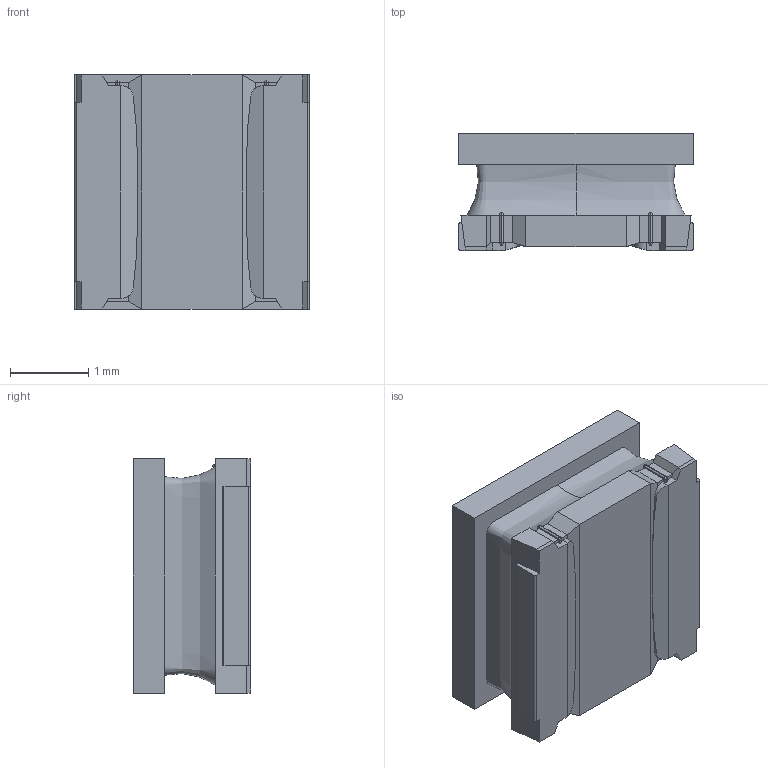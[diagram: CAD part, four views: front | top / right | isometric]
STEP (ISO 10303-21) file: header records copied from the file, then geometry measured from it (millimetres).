
FILE_DESCRIPTION (( 'STEP AP214' ), '1' );
FILE_NAME ('LQH3NPH100MME.STEP', '2020-07-22T03:59:08', ( '' ), ( '' ), 'SwSTEP 2.0', 'SolidWorks 2017', '' );
FILE_SCHEMA (( 'AUTOMOTIVE_DESIGN' ));
Length unit declared in the file: millimetre
Products named in the file (1): LQH3NPH100MME
Bounding box: 3 x 1.5 x 3 mm (x, y, z)
Volume: 11.6 mm3; surface area: 78.2 mm2
Topology: 7 solids, 7 shells, 122 faces, 312 edges, 204 vertices
Faces by surface type: plane 86, cylinder 26, torus 8, bspline 2
Entity records: 4615 total; most frequent: CARTESIAN_POINT 1601, ORIENTED_EDGE 624, DIRECTION 577, EDGE_CURVE 312, VECTOR 225, LINE 225, VERTEX_POINT 204, AXIS2_PLACEMENT_3D 176
